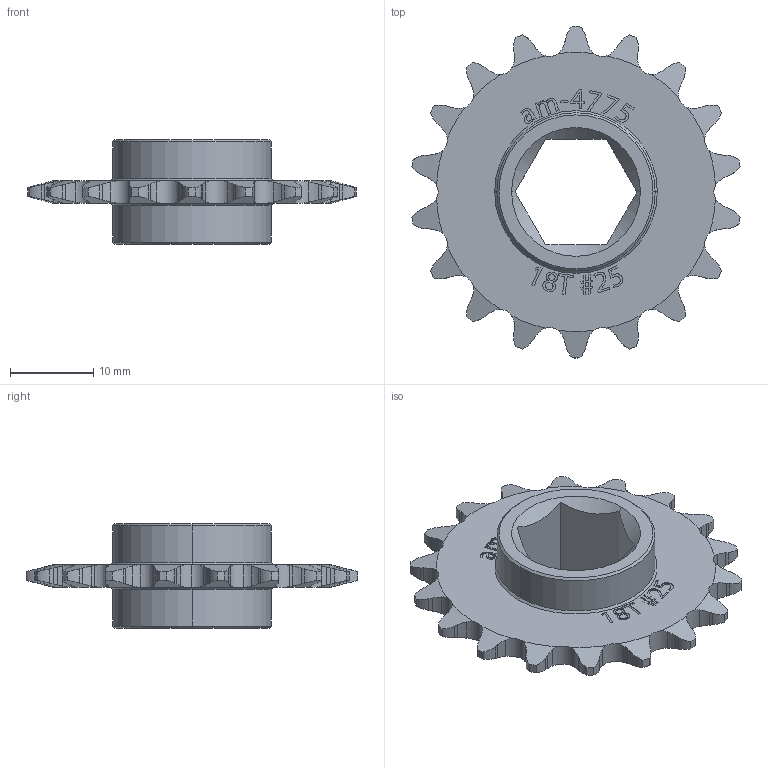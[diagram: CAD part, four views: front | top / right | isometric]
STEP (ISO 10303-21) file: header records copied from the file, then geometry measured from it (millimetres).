
FILE_DESCRIPTION (( 'STEP AP203' ), '1' );
FILE_NAME ('am-4775 18T 25 Chain 500in Hex Symmetrical.STEP', '2022-08-02T13:15:44', ( '' ), ( '' ), 'SwSTEP 2.0', 'SolidWorks 2022', '' );
FILE_SCHEMA (( 'CONFIG_CONTROL_DESIGN' ));
Length unit declared in the file: inch
Products named in the file (1): am-4775 18T 25 Chain 500in Hex Symmetrical
Bounding box: 39.47 x 39.94 x 12.57 mm (x, y, z)
Volume: 3654.8 mm3; surface area: 3202.1 mm2
Topology: 1 solids, 1 shells, 430 faces, 1212 edges, 804 vertices
Faces by surface type: plane 193, cylinder 123, bspline 66, cone 48
Entity records: 17353 total; most frequent: CARTESIAN_POINT 7097, ORIENTED_EDGE 2424, DIRECTION 1628, EDGE_CURVE 1212, VERTEX_POINT 804, VECTOR 630, LINE 630, AXIS2_PLACEMENT_3D 499
